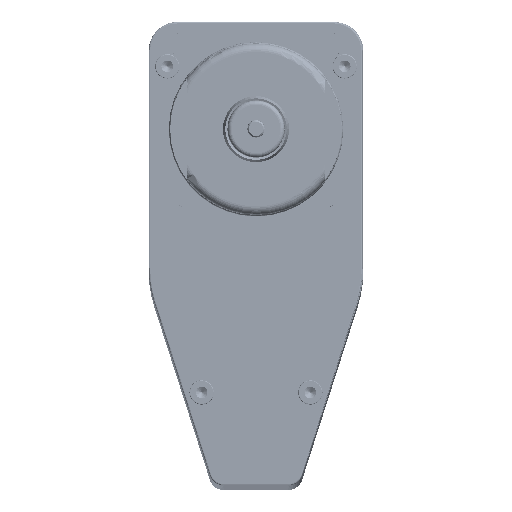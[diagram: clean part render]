
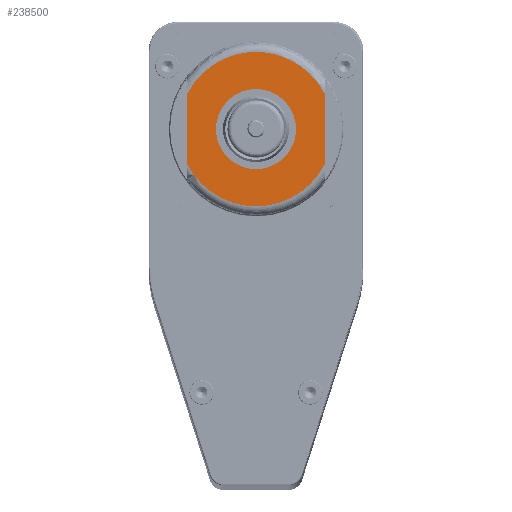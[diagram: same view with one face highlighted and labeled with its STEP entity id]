
A CAD part, top view. The second image highlights one B-rep face of the part: STEP entity #238500.
In plain terms, the highlighted planar face has unit normal (0, 0, 1).
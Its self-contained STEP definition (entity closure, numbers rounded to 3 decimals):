
#710 = FACE_OUTER_BOUND ( 'NONE', #248742, .T. ) ;
#8221 = CARTESIAN_POINT ( 'NONE',  ( -24., 12.369, 545. ) ) ;
#11140 = ORIENTED_EDGE ( 'NONE', *, *, #94941, .T. ) ;
#13235 = VERTEX_POINT ( 'NONE', #169270 ) ;
#16692 = DIRECTION ( 'NONE',  ( 0., -1., 0. ) ) ;
#16979 = ORIENTED_EDGE ( 'NONE', *, *, #65817, .F. ) ;
#19772 = VERTEX_POINT ( 'NONE', #158775 ) ;
#21038 = CARTESIAN_POINT ( 'NONE',  ( 0., 0., 545. ) ) ;
#32178 = EDGE_LOOP ( 'NONE', ( #16979, #123562 ) ) ;
#32618 = CIRCLE ( 'NONE', #184355, 27. ) ;
#33857 = DIRECTION ( 'NONE',  ( 0., -1., 0. ) ) ;
#33948 = LINE ( 'NONE', #260675, #237520 ) ;
#34517 = CARTESIAN_POINT ( 'NONE',  ( 0., 0., 545. ) ) ;
#42804 = PLANE ( 'NONE',  #241046 ) ;
#48486 = AXIS2_PLACEMENT_3D ( 'NONE', #21038, #83515, #166309 ) ;
#55484 = AXIS2_PLACEMENT_3D ( 'NONE', #34517, #136355, #223172 ) ;
#57022 = DIRECTION ( 'NONE',  ( 0., -1., 0. ) ) ;
#58773 = DIRECTION ( 'NONE',  ( 0., 0., 1. ) ) ;
#60807 = VERTEX_POINT ( 'NONE', #244057 ) ;
#65817 = EDGE_CURVE ( 'NONE', #232186, #13235, #196959, .T. ) ;
#67163 = LINE ( 'NONE', #68498, #256184 ) ;
#68498 = CARTESIAN_POINT ( 'NONE',  ( 24., 0., 545. ) ) ;
#74485 = CIRCLE ( 'NONE', #48486, 27. ) ;
#75619 = DIRECTION ( 'NONE',  ( 0., -1., 0. ) ) ;
#83515 = DIRECTION ( 'NONE',  ( 0., 0., 1. ) ) ;
#84873 = DIRECTION ( 'NONE',  ( 0., 0., 1. ) ) ;
#94941 = EDGE_CURVE ( 'NONE', #225185, #262731, #32618, .T. ) ;
#105723 = ORIENTED_EDGE ( 'NONE', *, *, #124842, .T. ) ;
#110592 = DIRECTION ( 'NONE',  ( 0., -1., 0. ) ) ;
#114611 = ORIENTED_EDGE ( 'NONE', *, *, #119873, .F. ) ;
#117206 = CARTESIAN_POINT ( 'NONE',  ( 0., 0., 545. ) ) ;
#119009 = CARTESIAN_POINT ( 'NONE',  ( 0., 0., 545. ) ) ;
#119873 = EDGE_CURVE ( 'NONE', #225185, #60807, #67163, .T. ) ;
#123562 = ORIENTED_EDGE ( 'NONE', *, *, #129001, .F. ) ;
#124842 = EDGE_CURVE ( 'NONE', #262731, #19772, #33948, .T. ) ;
#125592 = CARTESIAN_POINT ( 'NONE',  ( 0., 0., 545. ) ) ;
#129001 = EDGE_CURVE ( 'NONE', #13235, #232186, #265030, .T. ) ;
#136355 = DIRECTION ( 'NONE',  ( 0., 0., 1. ) ) ;
#158491 = CARTESIAN_POINT ( 'NONE',  ( 0., -14., 545. ) ) ;
#158775 = CARTESIAN_POINT ( 'NONE',  ( -24., -12.369, 545. ) ) ;
#160961 = AXIS2_PLACEMENT_3D ( 'NONE', #117206, #58773, #16692 ) ;
#166309 = DIRECTION ( 'NONE',  ( 0., -1., 0. ) ) ;
#167655 = DIRECTION ( 'NONE',  ( 0., -1., 0. ) ) ;
#169270 = CARTESIAN_POINT ( 'NONE',  ( 0., 14., 545. ) ) ;
#184355 = AXIS2_PLACEMENT_3D ( 'NONE', #119009, #255208, #75619 ) ;
#186694 = FACE_BOUND ( 'NONE', #32178, .T. ) ;
#188029 = VERTEX_POINT ( 'NONE', #258821 ) ;
#190269 = CARTESIAN_POINT ( 'NONE',  ( 24., 12.369, 545. ) ) ;
#195038 = ORIENTED_EDGE ( 'NONE', *, *, #227573, .T. ) ;
#196959 = CIRCLE ( 'NONE', #266315, 14. ) ;
#218478 = DIRECTION ( 'NONE',  ( 0., 0., 1. ) ) ;
#222523 = CARTESIAN_POINT ( 'NONE',  ( 0., 0., 545. ) ) ;
#223172 = DIRECTION ( 'NONE',  ( 0., -1., 0. ) ) ;
#225185 = VERTEX_POINT ( 'NONE', #190269 ) ;
#227573 = EDGE_CURVE ( 'NONE', #19772, #188029, #74485, .T. ) ;
#232186 = VERTEX_POINT ( 'NONE', #158491 ) ;
#235603 = ORIENTED_EDGE ( 'NONE', *, *, #260920, .T. ) ;
#237520 = VECTOR ( 'NONE', #57022, 1000. ) ;
#238500 = ADVANCED_FACE ( 'NONE', ( #186694, #710 ), #42804, .T. ) ;
#241046 = AXIS2_PLACEMENT_3D ( 'NONE', #125592, #84873, #167655 ) ;
#244057 = CARTESIAN_POINT ( 'NONE',  ( 24., -12.369, 545. ) ) ;
#246149 = CIRCLE ( 'NONE', #55484, 27. ) ;
#248742 = EDGE_LOOP ( 'NONE', ( #105723, #195038, #235603, #114611, #11140 ) ) ;
#255208 = DIRECTION ( 'NONE',  ( 0., 0., 1. ) ) ;
#256184 = VECTOR ( 'NONE', #110592, 1000. ) ;
#258821 = CARTESIAN_POINT ( 'NONE',  ( 0., -27., 545. ) ) ;
#260675 = CARTESIAN_POINT ( 'NONE',  ( -24., 0., 545. ) ) ;
#260920 = EDGE_CURVE ( 'NONE', #188029, #60807, #246149, .T. ) ;
#262731 = VERTEX_POINT ( 'NONE', #8221 ) ;
#265030 = CIRCLE ( 'NONE', #160961, 14. ) ;
#266315 = AXIS2_PLACEMENT_3D ( 'NONE', #222523, #218478, #33857 ) ;
